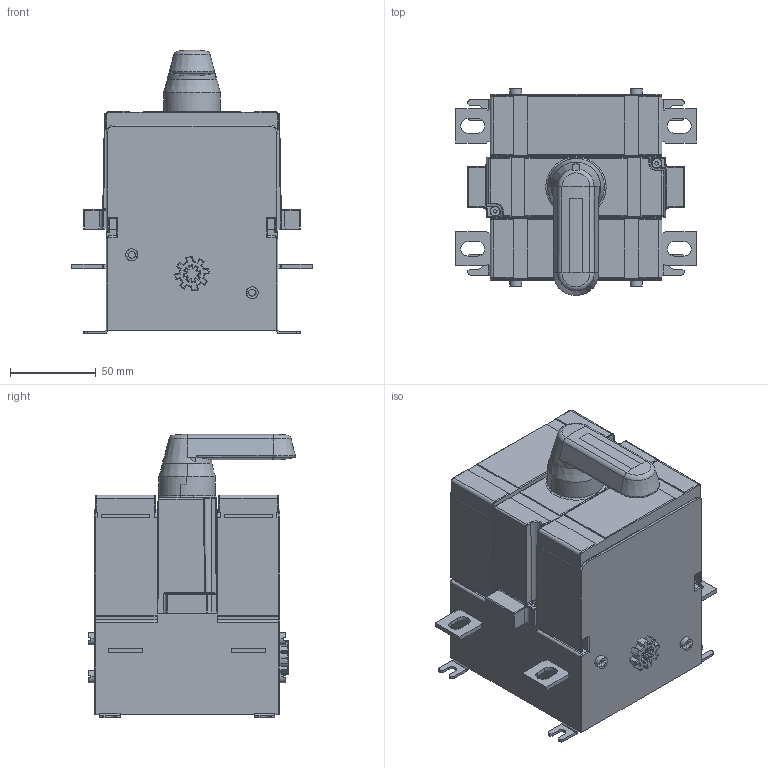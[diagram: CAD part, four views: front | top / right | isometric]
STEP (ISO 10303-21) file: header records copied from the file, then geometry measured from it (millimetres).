
FILE_DESCRIPTION((''),'2;1');
FILE_NAME('OS160GD11K-AL_SW0001','2024-08-20T14:51:11',('FIANLEH10'),(''),'CREO PARAMETRIC BY PTC INC, 2022364','CREO PARAMETRIC BY PTC INC, 2022364','');
FILE_SCHEMA(('AUTOMOTIVE_DESIGN { 1 0 10303 214 1 1 1 1 }'));
Length unit declared in the file: millimetre
Products named in the file (1): OS160GD11K-AL_SW0001
Bounding box: 140 x 120.69 x 165.09 mm (x, y, z)
Volume: 1410197.3 mm3; surface area: 118595.3 mm2
Topology: 1 solids, 1 shells, 683 faces, 1853 edges, 1167 vertices
Faces by surface type: plane 319, cylinder 234, torus 48, cone 42, bspline 20, sphere 19, revolution 1
Entity records: 30622 total; most frequent: CARTESIAN_POINT 8020, ORIENTED_EDGE 3680, DIRECTION 3418, EDGE_CURVE 1840, AXIS2_PLACEMENT_3D 1177, VERTEX_POINT 1167, VECTOR 1060, LINE 1060
